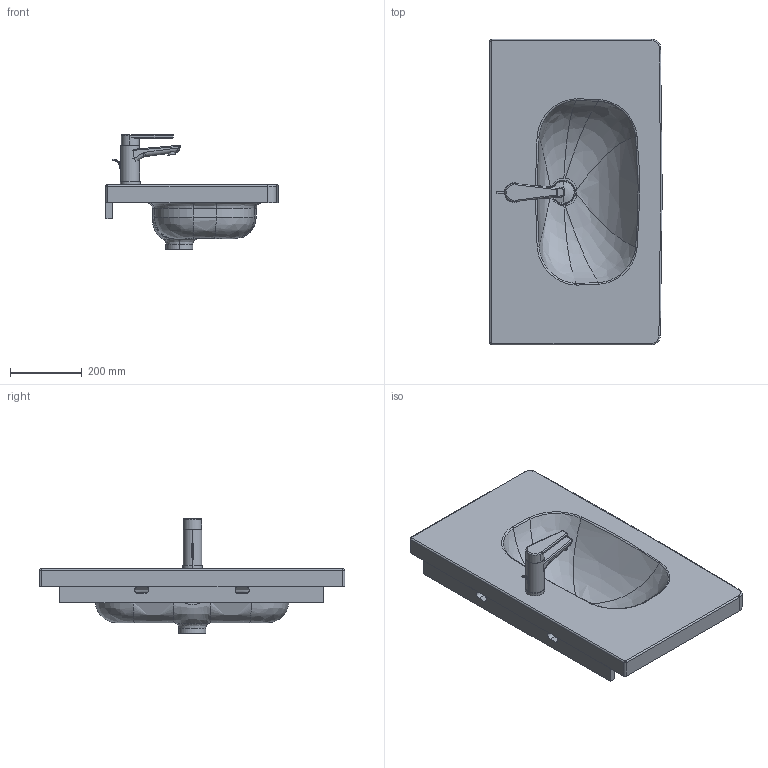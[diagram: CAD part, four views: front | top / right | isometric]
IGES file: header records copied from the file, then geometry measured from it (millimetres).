
Global section: file name: No Iges File Name specified; native system: Autodesk Inventor 2011; preprocessor: AutoDesk Inventor Iges Exporter R2011; author: Administrator; date: 20141008.135135; units: millimetre
Bounding box: 480.11 x 850.11 x 320 mm (x, y, z)
Volume: 17812466.2 mm3; surface area: 1367778.7 mm2
Topology: 8 solids, 8 shells, 265 faces, 649 edges, 384 vertices
Faces by surface type: bspline 76, cylinder 69, plane 61, revolution 30, torus 17, sphere 8, cone 4
